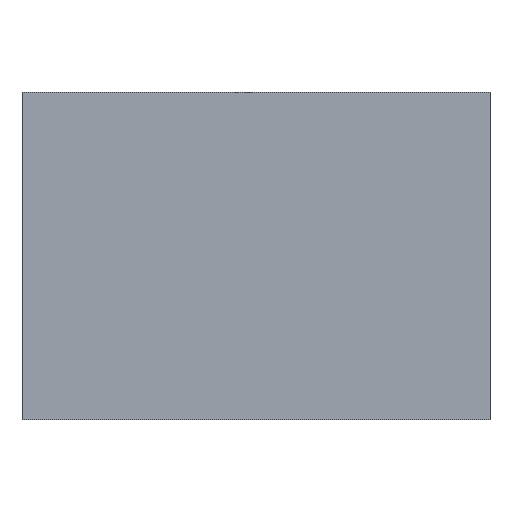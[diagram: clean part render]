
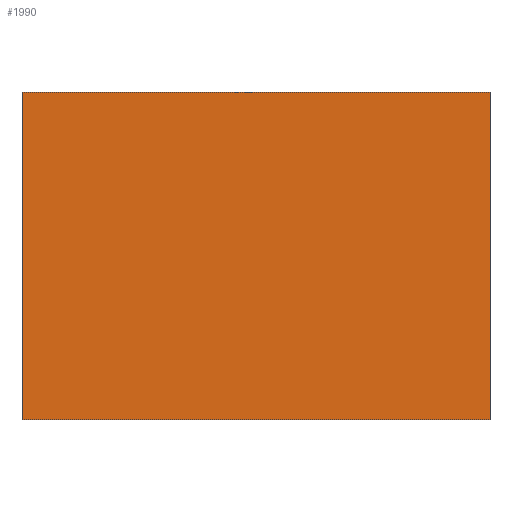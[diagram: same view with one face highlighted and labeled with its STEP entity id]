
A CAD part, front view. The second image highlights one B-rep face of the part: STEP entity #1990.
In plain terms, the highlighted planar face has unit normal (0, -1, 0).
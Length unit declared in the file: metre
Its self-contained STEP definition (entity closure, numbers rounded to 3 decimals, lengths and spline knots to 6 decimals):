
#553=ORIENTED_EDGE('',*,*,#868,.F.);
#554=ORIENTED_EDGE('',*,*,#869,.F.);
#555=ORIENTED_EDGE('',*,*,#870,.T.);
#556=ORIENTED_EDGE('',*,*,#866,.T.);
#866=EDGE_CURVE('',#1062,#1061,#1282,.T.);
#868=EDGE_CURVE('',#1063,#1061,#1284,.T.);
#869=EDGE_CURVE('',#1064,#1063,#1285,.T.);
#870=EDGE_CURVE('',#1064,#1062,#1286,.T.);
#1061=VERTEX_POINT('',#3227);
#1062=VERTEX_POINT('',#3229);
#1063=VERTEX_POINT('',#3233);
#1064=VERTEX_POINT('',#3235);
#1282=LINE('',#3228,#1508);
#1284=LINE('',#3232,#1510);
#1285=LINE('',#3234,#1511);
#1286=LINE('',#3236,#1512);
#1508=VECTOR('',#2653,1.);
#1510=VECTOR('',#2657,1.);
#1511=VECTOR('',#2658,1.);
#1512=VECTOR('',#2659,1.);
#1648=EDGE_LOOP('',(#553,#554,#555,#556));
#1784=FACE_BOUND('',#1648,.T.);
#1881=PLANE('',#2154);
#1990=ADVANCED_FACE('',(#1784),#1881,.T.);
#2154=AXIS2_PLACEMENT_3D('',#3231,#2655,#2656);
#2653=DIRECTION('',(0.,0.,-1.));
#2655=DIRECTION('',(0.,-1.,0.));
#2656=DIRECTION('',(0.,0.,-1.));
#2657=DIRECTION('',(-1.,0.,0.));
#2658=DIRECTION('',(0.,0.,-1.));
#2659=DIRECTION('',(-1.,0.,0.));
#3227=CARTESIAN_POINT('',(-0.075,-0.005,0.));
#3228=CARTESIAN_POINT('',(-0.075,-0.005,0.105));
#3229=CARTESIAN_POINT('',(-0.075,-0.005,0.105));
#3231=CARTESIAN_POINT('',(0.,-0.005,0.105));
#3232=CARTESIAN_POINT('',(0.,-0.005,0.));
#3233=CARTESIAN_POINT('',(0.075,-0.005,0.));
#3234=CARTESIAN_POINT('',(0.075,-0.005,0.105));
#3235=CARTESIAN_POINT('',(0.075,-0.005,0.105));
#3236=CARTESIAN_POINT('',(0.,-0.005,0.105));
